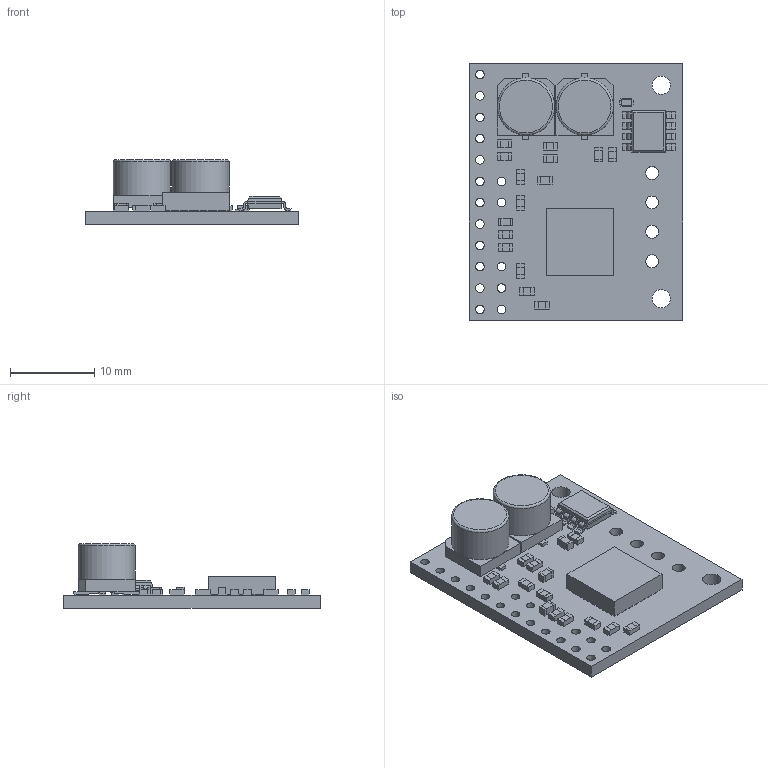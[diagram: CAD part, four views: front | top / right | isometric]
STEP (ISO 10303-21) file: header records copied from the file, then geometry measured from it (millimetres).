
FILE_DESCRIPTION (( 'STEP AP214' ), '1' );
FILE_NAME ('mc33926-motor-driver-carrier.step', '2017-06-08T18:42:27', ( '' ), ( '' ), 'SwSTEP 2.0', 'SolidWorks 2016', '' );
FILE_SCHEMA (( 'AUTOMOTIVE_DESIGN' ));
Length unit declared in the file: millimetre
Products named in the file (1): mc33926-motor-driver-carrier
Bounding box: 25.4 x 30.48 x 7.67 mm (x, y, z)
Volume: 1806 mm3; surface area: 2554.2 mm2
Topology: 1 solids, 1 shells, 907 faces, 2525 edges, 1636 vertices
Faces by surface type: plane 697, bspline 147, cylinder 61, torus 2
Full cylindrical faces by diameter (mm): 1.016 x17, 1.524 x4, 2.184 x2, 6.8 x2
Entity records: 43631 total; most frequent: CARTESIAN_POINT 11201, ORIENTED_EDGE 4996, DIRECTION 3856, EDGE_CURVE 2498, LINE 2074, VECTOR 2074, VERTEX_POINT 1636, EDGE_LOOP 1076
